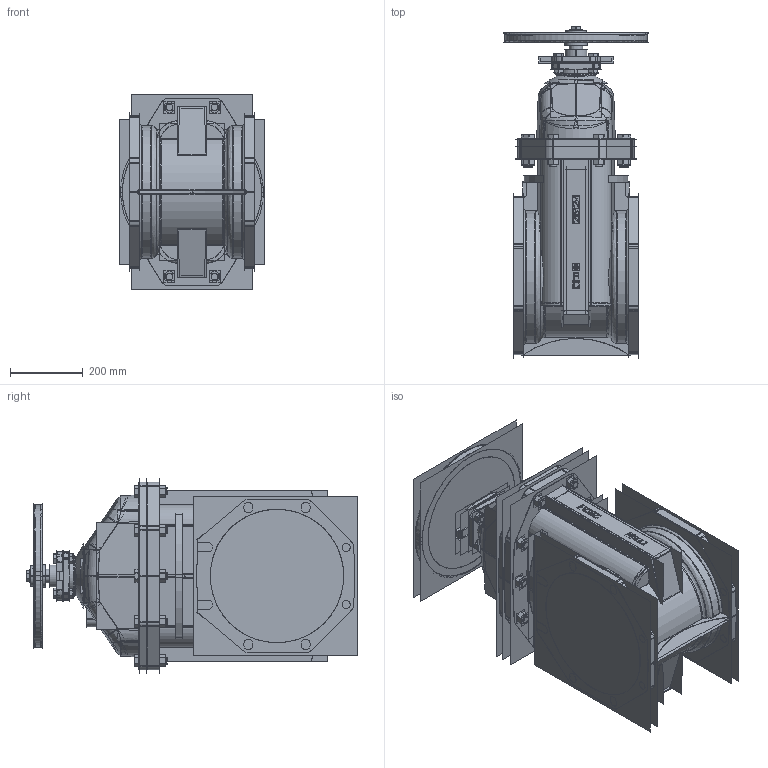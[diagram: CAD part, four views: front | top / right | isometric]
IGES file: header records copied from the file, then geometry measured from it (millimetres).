
Start section:  PTC IGES file: 12 nrs mm h assy website.igs
Global section: file name: 12 nrs mm h assy website.igs; native system: Pro/ENGINEER by Parametric Technology Corporation; preprocessor: 2010280; author: smm2; organization: Unknown; date: 20150618.091942; units: inch
Bounding box: 399.52 x 914.04 x 538.31 mm (x, y, z)
Surface area: 6401324.8 mm2 (no closed solid volume)
Topology: 0 solids, 0 shells, 2336 faces, 33224 edges, 43300 vertices
Faces by surface type: bspline 1478, revolution 842, extrusion 16
